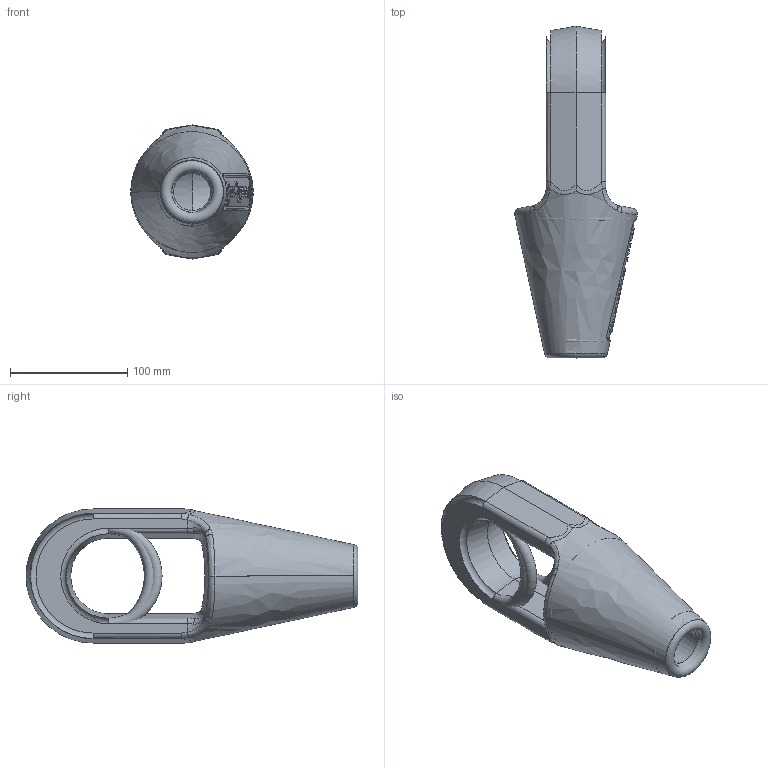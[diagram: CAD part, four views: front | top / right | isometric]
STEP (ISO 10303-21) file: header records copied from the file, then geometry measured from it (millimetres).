
FILE_DESCRIPTION((''),'2;1');
FILE_NAME('CROSBY_417_112_1040037-1040046','2011-08-31T',('Alan Doughty'),('The Crosby Group LLC'),'PRO/ENGINEER BY PARAMETRIC TECHNOLOGY CORPORATION, 2010230','PRO/ENGINEER BY PARAMETRIC TECHNOLOGY CORPORATION, 2010230','');
FILE_SCHEMA(('CONFIG_CONTROL_DESIGN'));
Length unit declared in the file: inch
Products named in the file (1): CROSBY_417_112_1040037-1040046
Bounding box: 104.64 x 282.99 x 114.3 mm (x, y, z)
Surface area: 148104.3 mm2 (no closed solid volume)
Topology: 0 solids, 0 shells, 343 faces, 1828 edges, 1814 vertices
Faces by surface type: bspline 323, torus 16, sphere 4
Entity records: 30504 total; most frequent: CARTESIAN_POINT 17614, DEFINITIONAL_REPRESENTATION 1796, PCURVE 1796, COMPOSITE_CURVE_SEGMENT 1796, B_SPLINE_CURVE_WITH_KNOTS 1521, DIRECTION 1391, TRIMMED_CURVE 1173, VECTOR 995
